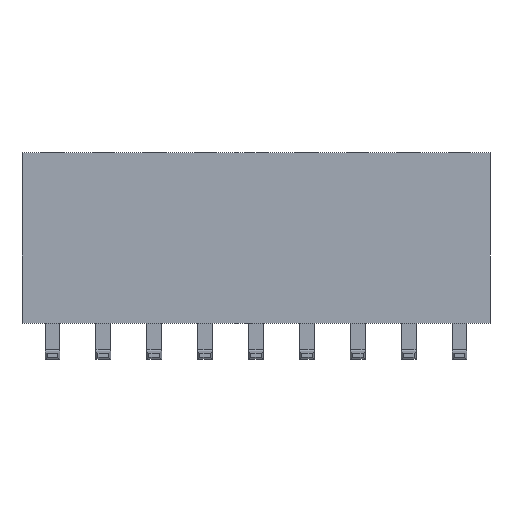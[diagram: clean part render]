
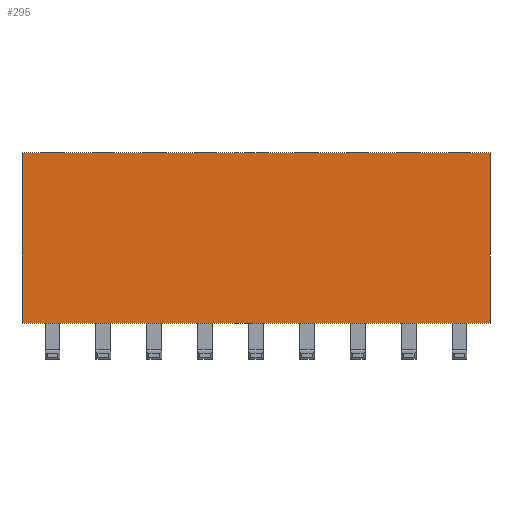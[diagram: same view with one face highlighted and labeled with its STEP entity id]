
A CAD part, front view. The second image highlights one B-rep face of the part: STEP entity #295.
In plain terms, the highlighted planar face has unit normal (0, -1, 0).
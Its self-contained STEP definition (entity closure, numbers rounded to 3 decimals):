
#295 = ADVANCED_FACE( '', ( #657 ), #658, .T. );
#657 = FACE_OUTER_BOUND( '', #1136, .T. );
#658 = PLANE( '', #1137 );
#1136 = EDGE_LOOP( '', ( #1629, #1630, #1631, #1632 ) );
#1137 = AXIS2_PLACEMENT_3D( '', #1633, #1634, #1635 );
#1629 = ORIENTED_EDGE( '', *, *, #3012, .T. );
#1630 = ORIENTED_EDGE( '', *, *, #3005, .T. );
#1631 = ORIENTED_EDGE( '', *, *, #3013, .T. );
#1632 = ORIENTED_EDGE( '', *, *, #3014, .T. );
#1633 = CARTESIAN_POINT( '', ( 0., -1.25, 0. ) );
#1634 = DIRECTION( '', ( 0., -1., 0. ) );
#1635 = DIRECTION( '', ( 0., 0., -1. ) );
#3005 = EDGE_CURVE( '', #3564, #3562, #3565, .T. );
#3012 = EDGE_CURVE( '', #3576, #3564, #3577, .T. );
#3013 = EDGE_CURVE( '', #3562, #3578, #3579, .T. );
#3014 = EDGE_CURVE( '', #3578, #3576, #3580, .T. );
#3562 = VERTEX_POINT( '', #4367 );
#3564 = VERTEX_POINT( '', #4370 );
#3565 = LINE( '', #4371, #4372 );
#3576 = VERTEX_POINT( '', #4388 );
#3577 = LINE( '', #4389, #4390 );
#3578 = VERTEX_POINT( '', #4391 );
#3579 = LINE( '', #4392, #4393 );
#3580 = LINE( '', #4394, #4395 );
#4367 = CARTESIAN_POINT( '', ( -11.68, -1.25, -4.25 ) );
#4370 = CARTESIAN_POINT( '', ( -11.68, -1.25, 4.25 ) );
#4371 = CARTESIAN_POINT( '', ( -11.68, -1.25, 4.25 ) );
#4372 = VECTOR( '', #5540, 1000. );
#4388 = CARTESIAN_POINT( '', ( 11.68, -1.25, 4.25 ) );
#4389 = CARTESIAN_POINT( '', ( 11.68, -1.25, 4.25 ) );
#4390 = VECTOR( '', #5546, 1000. );
#4391 = CARTESIAN_POINT( '', ( 11.68, -1.25, -4.25 ) );
#4392 = CARTESIAN_POINT( '', ( -11.68, -1.25, -4.25 ) );
#4393 = VECTOR( '', #5547, 1000. );
#4394 = CARTESIAN_POINT( '', ( 11.68, -1.25, -4.25 ) );
#4395 = VECTOR( '', #5548, 1000. );
#5540 = DIRECTION( '', ( 0., 0., -1. ) );
#5546 = DIRECTION( '', ( -1., 0., 0. ) );
#5547 = DIRECTION( '', ( 1., 0., 0. ) );
#5548 = DIRECTION( '', ( 0., 0., 1. ) );
